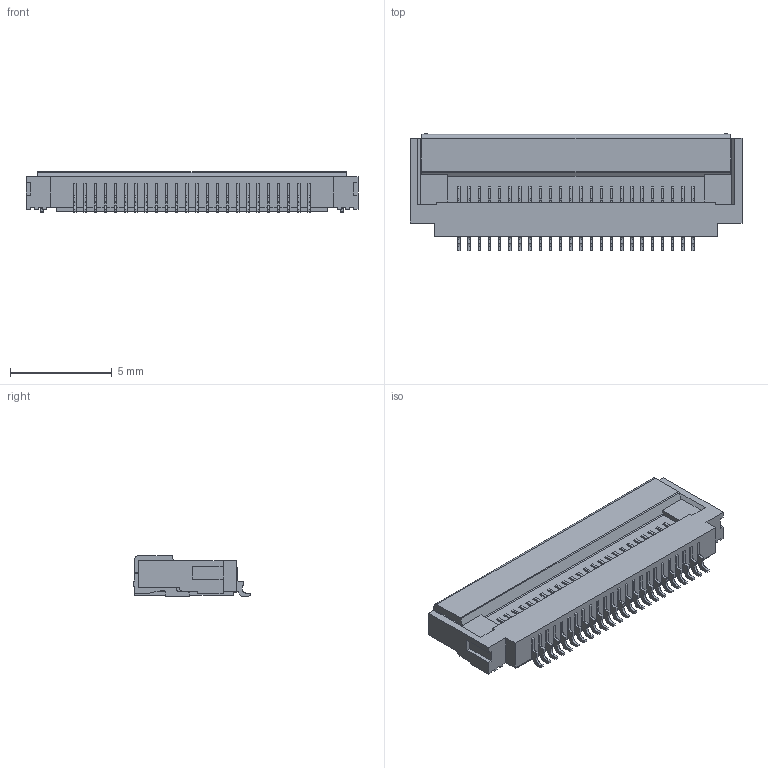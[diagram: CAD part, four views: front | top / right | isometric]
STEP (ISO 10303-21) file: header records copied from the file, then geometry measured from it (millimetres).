
FILE_DESCRIPTION (( 'STEP AP214' ), '1' );
FILE_NAME ('TF31-24S-0.5SH(800).STEP', '2024-12-29T21:11:50', ( '' ), ( '' ), 'SwSTEP 2.0', 'SolidWorks 2024', '' );
FILE_SCHEMA (( 'AUTOMOTIVE_DESIGN' ));
Length unit declared in the file: millimetre
Products named in the file (4): TF31-24S-0.5SH(895)--3DModel-STEP-1.STEP; TF31-24S-0_5SH-250680.ASM.STEP; TF31-24S-0.5SH(800); TF31-24S-0_5SH-250350.PRT.STEP
Assembly tree (3 placements, depth 4):
  TF31-24S-0.5SH(800)
    TF31-24S-0.5SH(895)--3DModel-STEP-1.STEP
      TF31-24S-0_5SH-250680.ASM.STEP
        TF31-24S-0_5SH-250350.PRT.STEP
Bounding box: 16.3 x 5.75 x 2 mm (x, y, z)
Volume: 107.6 mm3; surface area: 391.8 mm2
Topology: 1 solids, 1 shells, 746 faces, 2230 edges, 1486 vertices
Faces by surface type: plane 606, cylinder 140
Entity records: 29098 total; most frequent: CARTESIAN_POINT 4736, ORIENTED_EDGE 4460, DIRECTION 3874, EDGE_CURVE 2230, VECTOR 1950, LINE 1950, VERTEX_POINT 1486, AXIS2_PLACEMENT_3D 962
